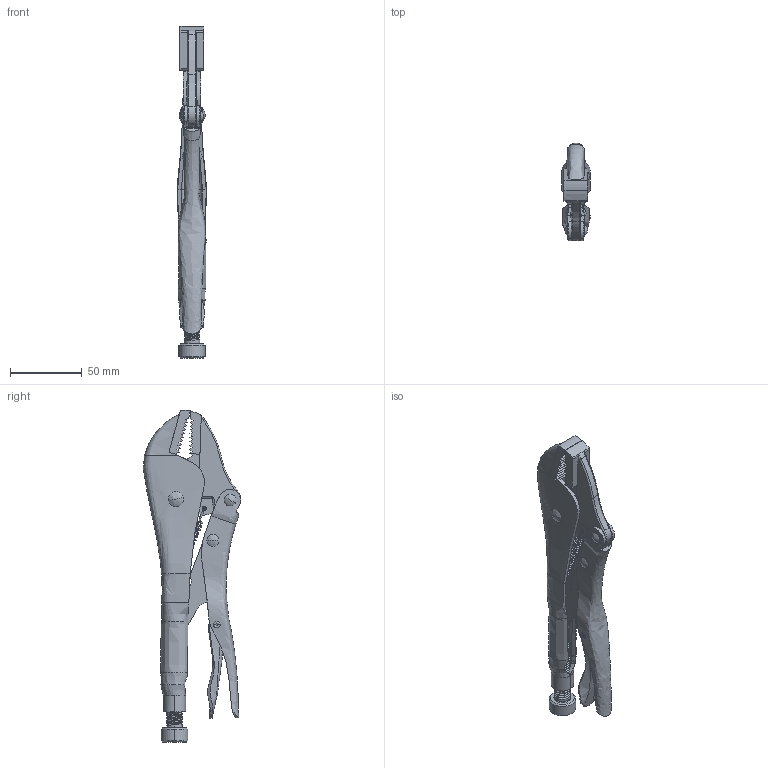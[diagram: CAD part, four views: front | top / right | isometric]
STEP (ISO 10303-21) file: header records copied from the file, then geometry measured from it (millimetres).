
FILE_DESCRIPTION (( 'STEP AP214' ), '1' );
FILE_NAME ('GH-51151(Â²¤Æ).STEP', '2020-07-27T06:48:11', ( 'LinWei' ), ( '' ), 'SwSTEP 2.0', 'SolidWorks 2016', '' );
FILE_SCHEMA (( 'AUTOMOTIVE_DESIGN' ));
Length unit declared in the file: millimetre
Products named in the file (2): Group1^GH-51151(簡化); GH-51151(簡化)
Assembly tree (1 placements, depth 2):
  GH-51151(簡化)
    Group1^GH-51151(簡化)
Bounding box: 20.08 x 68.08 x 231.89 mm (x, y, z)
Volume: 73137 mm3; surface area: 56406.5 mm2
Topology: 13 solids, 13 shells, 510 faces, 1358 edges, 878 vertices
Faces by surface type: cylinder 208, bspline 168, plane 123, cone 11
Entity records: 161510 total; most frequent: CARTESIAN_POINT 150019, ORIENTED_EDGE 2704, DIRECTION 1807, EDGE_CURVE 1352, VERTEX_POINT 878, AXIS2_PLACEMENT_3D 639, EDGE_LOOP 550, LINE 529
